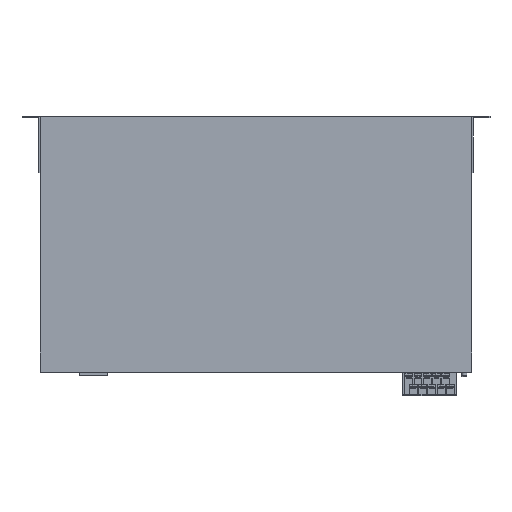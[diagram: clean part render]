
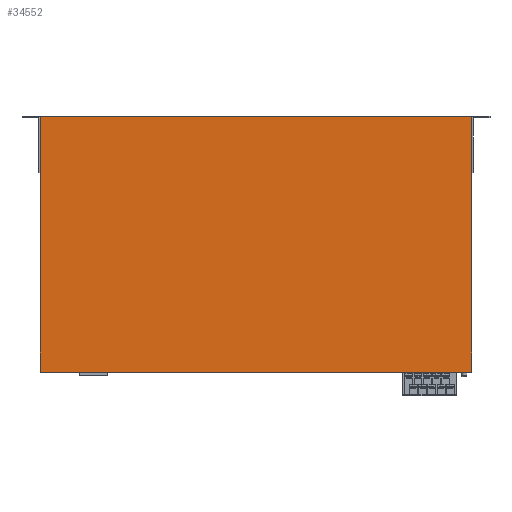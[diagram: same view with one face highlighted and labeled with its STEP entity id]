
A CAD part, front view. The second image highlights one B-rep face of the part: STEP entity #34552.
In plain terms, the highlighted planar face has unit normal (0, -1, 0).
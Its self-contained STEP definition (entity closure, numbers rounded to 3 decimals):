
#34544=AXIS2_PLACEMENT_3D('Plane Axis2P3D',#34541,#34542,#34543) ;
#449=CARTESIAN_POINT('Vertex',(462.7,0.,24.5)) ;
#452=CARTESIAN_POINT('Line Origine',(240.85,0.,24.5)) ;
#456=CARTESIAN_POINT('Vertex',(19.,0.,24.5)) ;
#1015=CARTESIAN_POINT('Vertex',(19.,0.,287.35)) ;
#1018=CARTESIAN_POINT('Line Origine',(240.85,0.,287.35)) ;
#1022=CARTESIAN_POINT('Vertex',(462.7,0.,287.35)) ;
#2498=CARTESIAN_POINT('Line Origine',(462.7,0.,155.925)) ;
#4978=CARTESIAN_POINT('Line Origine',(19.,0.,155.925)) ;
#34541=CARTESIAN_POINT('Axis2P3D Location',(461.6,0.,26.6)) ;
#453=DIRECTION('Vector Direction',(1.,0.,0.)) ;
#1019=DIRECTION('Vector Direction',(-1.,0.,0.)) ;
#2499=DIRECTION('Vector Direction',(0.,0.,1.)) ;
#4979=DIRECTION('Vector Direction',(0.,0.,-1.)) ;
#34542=DIRECTION('Axis2P3D Direction',(0.,-1.,0.)) ;
#34543=DIRECTION('Axis2P3D XDirection',(-1.,0.,0.)) ;
#454=VECTOR('Line Direction',#453,1.) ;
#1020=VECTOR('Line Direction',#1019,1.) ;
#2500=VECTOR('Line Direction',#2499,1.) ;
#4980=VECTOR('Line Direction',#4979,1.) ;
#34547=ORIENTED_EDGE('',*,*,#1024,.T.) ;
#34548=ORIENTED_EDGE('',*,*,#4982,.T.) ;
#34549=ORIENTED_EDGE('',*,*,#458,.T.) ;
#34550=ORIENTED_EDGE('',*,*,#2502,.T.) ;
#34552=ADVANCED_FACE('SWITCH',(#34551),#34545,.T.) ;
#458=EDGE_CURVE('',#457,#450,#455,.T.) ;
#1024=EDGE_CURVE('',#1023,#1016,#1021,.T.) ;
#2502=EDGE_CURVE('',#450,#1023,#2501,.T.) ;
#4982=EDGE_CURVE('',#1016,#457,#4981,.T.) ;
#34546=EDGE_LOOP('',(#34547,#34548,#34549,#34550)) ;
#34551=FACE_OUTER_BOUND('',#34546,.T.) ;
#455=LINE('Line',#452,#454) ;
#1021=LINE('Line',#1018,#1020) ;
#2501=LINE('Line',#2498,#2500) ;
#4981=LINE('Line',#4978,#4980) ;
#34545=PLANE('',#34544) ;
#450=VERTEX_POINT('',#449) ;
#457=VERTEX_POINT('',#456) ;
#1016=VERTEX_POINT('',#1015) ;
#1023=VERTEX_POINT('',#1022) ;
